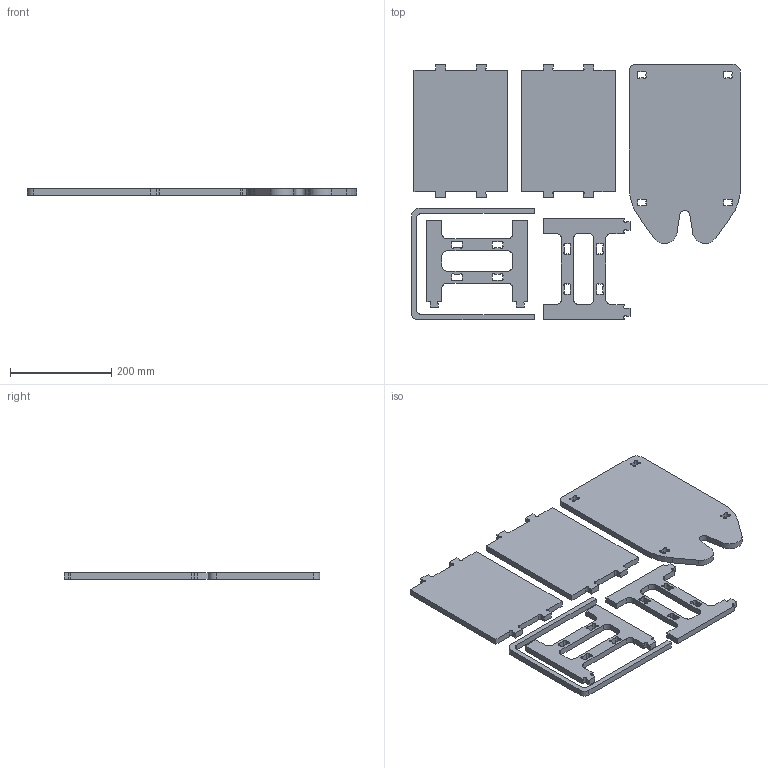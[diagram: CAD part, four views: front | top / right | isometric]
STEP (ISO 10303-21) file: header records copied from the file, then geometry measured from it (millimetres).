
FILE_DESCRIPTION(/* description */ (''),/* implementation_level */ '2;1');
FILE_NAME(/* name */ 'corteCNC.step',/* time_stamp */ '2024-07-18T14:56:21-04:00',/* author */ (''),/* organization */ (''),/* preprocessor_version */ 'ST-DEVELOPER v20',/* originating_system */ 'Autodesk Translation Framework v13.14.0.145',/* authorisation */ '');
FILE_SCHEMA (('AUTOMOTIVE_DESIGN { 1 0 10303 214 3 1 1 }'));
Length unit declared in the file: millimetre
Products named in the file (4): tarea 3 nueva; Paredes; Estantes; Plato
Assembly tree (3 placements, depth 2):
  tarea 3 nueva
    Paredes
    Estantes
    Plato
Bounding box: 650 x 504.47 x 12 mm (x, y, z)
Volume: 2391766 mm3; surface area: 490807.6 mm2
Topology: 6 solids, 6 shells, 262 faces, 750 edges, 500 vertices
Faces by surface type: plane 163, cylinder 99
Entity records: 8780 total; most frequent: CARTESIAN_POINT 1520, ORIENTED_EDGE 1500, DIRECTION 1488, EDGE_CURVE 750, LINE 552, VECTOR 552, VERTEX_POINT 500, AXIS2_PLACEMENT_3D 468
